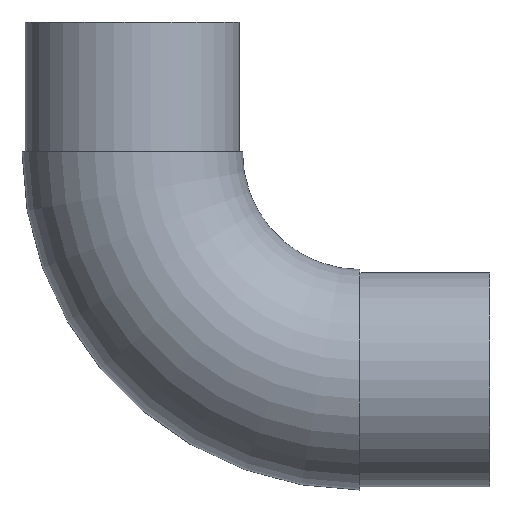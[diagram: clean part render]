
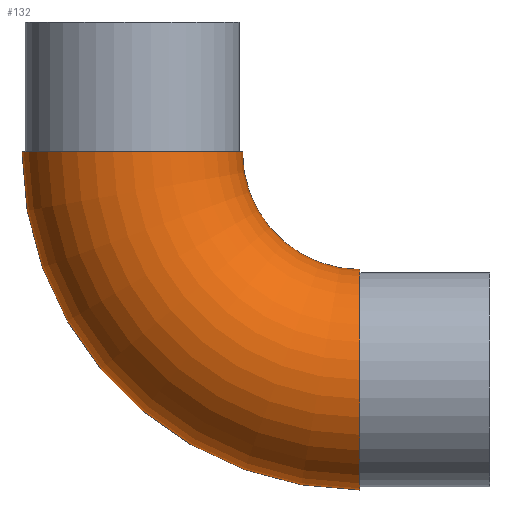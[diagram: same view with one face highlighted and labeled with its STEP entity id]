
A CAD part, front view. The second image highlights one B-rep face of the part: STEP entity #132.
In plain terms, the highlighted toroidal (fillet/blend) face has major radius 43.8 mm and minor radius 21.2 mm.
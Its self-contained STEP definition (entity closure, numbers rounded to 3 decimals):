
#14 = CIRCLE ( 'NONE', #426, 65. ) ;
#16 = CARTESIAN_POINT ( 'NONE',  ( 26.5, 0., 38. ) ) ;
#27 = FACE_OUTER_BOUND ( 'NONE', #92, .T. ) ;
#28 = CIRCLE ( 'NONE', #318, 21.2 ) ;
#48 = CARTESIAN_POINT ( 'NONE',  ( 3.9, 0., 38. ) ) ;
#56 = EDGE_CURVE ( 'NONE', #397, #319, #28, .T. ) ;
#88 = CARTESIAN_POINT ( 'NONE',  ( 26.5, 0., -5.8 ) ) ;
#92 = EDGE_LOOP ( 'NONE', ( #338, #274, #463, #475 ) ) ;
#131 = DIRECTION ( 'NONE',  ( 0., -1., 0. ) ) ;
#132 = ADVANCED_FACE ( 'NONE', ( #27 ), #445, .T. ) ;
#138 = CARTESIAN_POINT ( 'NONE',  ( -17.3, 0., 38. ) ) ;
#194 = CARTESIAN_POINT ( 'NONE',  ( 26.5, 0., 38. ) ) ;
#209 = DIRECTION ( 'NONE',  ( 1., 0., 0. ) ) ;
#215 = CIRCLE ( 'NONE', #349, 21.2 ) ;
#236 = DIRECTION ( 'NONE',  ( 0., -1., 0. ) ) ;
#239 = AXIS2_PLACEMENT_3D ( 'NONE', #194, #236, #464 ) ;
#240 = CARTESIAN_POINT ( 'NONE',  ( 26.5, 0., -27. ) ) ;
#257 = EDGE_CURVE ( 'NONE', #397, #471, #384, .T. ) ;
#274 = ORIENTED_EDGE ( 'NONE', *, *, #398, .T. ) ;
#282 = DIRECTION ( 'NONE',  ( 0., 0., -1. ) ) ;
#291 = DIRECTION ( 'NONE',  ( -1., 0., 0. ) ) ;
#317 = DIRECTION ( 'NONE',  ( 0., 0., -1. ) ) ;
#318 = AXIS2_PLACEMENT_3D ( 'NONE', #138, #488, #291 ) ;
#319 = VERTEX_POINT ( 'NONE', #385 ) ;
#335 = DIRECTION ( 'NONE',  ( 0., 0., -1. ) ) ;
#338 = ORIENTED_EDGE ( 'NONE', *, *, #56, .T. ) ;
#343 = DIRECTION ( 'NONE',  ( 0., -1., 0. ) ) ;
#349 = AXIS2_PLACEMENT_3D ( 'NONE', #88, #209, #317 ) ;
#384 = CIRCLE ( 'NONE', #239, 22.6 ) ;
#385 = CARTESIAN_POINT ( 'NONE',  ( -38.5, 0., 38. ) ) ;
#397 = VERTEX_POINT ( 'NONE', #48 ) ;
#398 = EDGE_CURVE ( 'NONE', #319, #424, #14, .T. ) ;
#403 = CARTESIAN_POINT ( 'NONE',  ( 26.5, 0., 15.4 ) ) ;
#405 = CARTESIAN_POINT ( 'NONE',  ( 26.5, 0., 38. ) ) ;
#424 = VERTEX_POINT ( 'NONE', #240 ) ;
#426 = AXIS2_PLACEMENT_3D ( 'NONE', #405, #131, #282 ) ;
#445 = TOROIDAL_SURFACE ( 'NONE', #466, 43.8, 21.2 ) ;
#463 = ORIENTED_EDGE ( 'NONE', *, *, #478, .F. ) ;
#464 = DIRECTION ( 'NONE',  ( 0., 0., -1. ) ) ;
#466 = AXIS2_PLACEMENT_3D ( 'NONE', #16, #343, #335 ) ;
#471 = VERTEX_POINT ( 'NONE', #403 ) ;
#475 = ORIENTED_EDGE ( 'NONE', *, *, #257, .F. ) ;
#478 = EDGE_CURVE ( 'NONE', #471, #424, #215, .T. ) ;
#488 = DIRECTION ( 'NONE',  ( 0., 0., -1. ) ) ;
